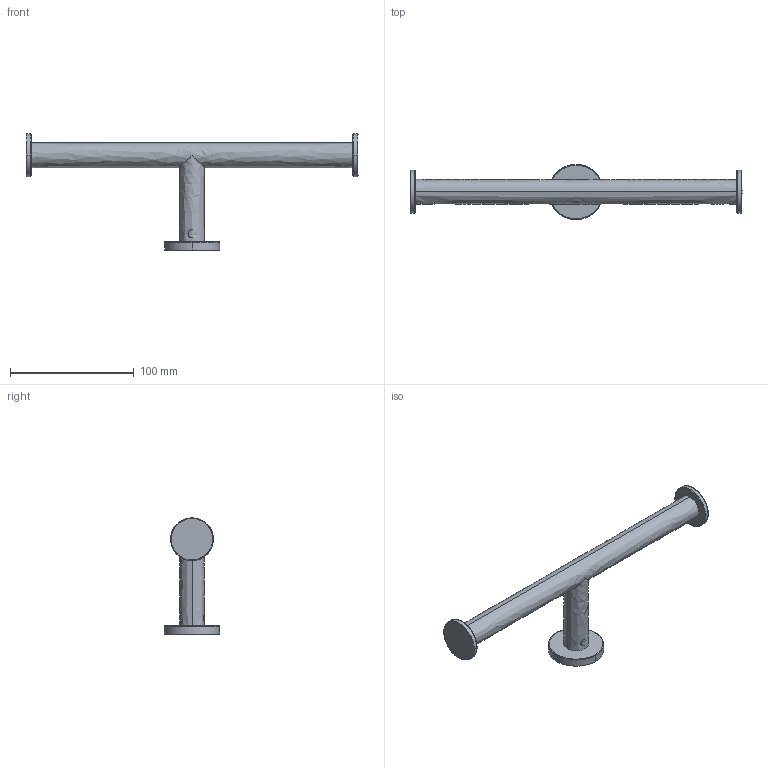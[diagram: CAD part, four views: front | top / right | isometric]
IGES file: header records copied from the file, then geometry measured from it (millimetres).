
Start section:  PTC IGES file: 4609.igs
Global section: file name: 4609.igs; native system: Pro/ENGINEER by Parametric Technology Corporation; preprocessor: 2009300; author: project; organization: Unknown; date: 20101220.141026; units: inch
Bounding box: 268.22 x 44.45 x 93.85 mm (x, y, z)
Surface area: 28774.3 mm2 (no closed solid volume)
Topology: 0 solids, 0 shells, 29 faces, 108 edges, 108 vertices
Faces by surface type: bspline 29
